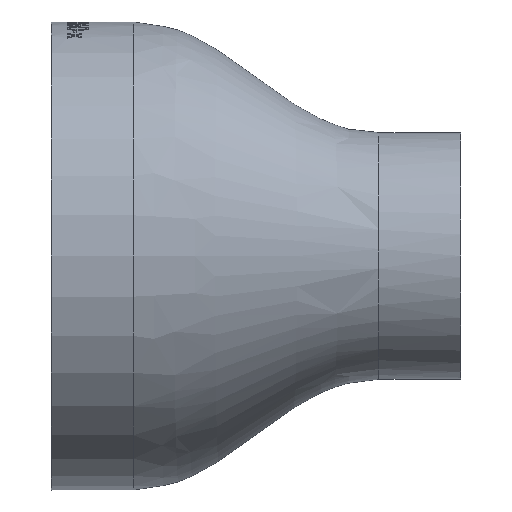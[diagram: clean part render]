
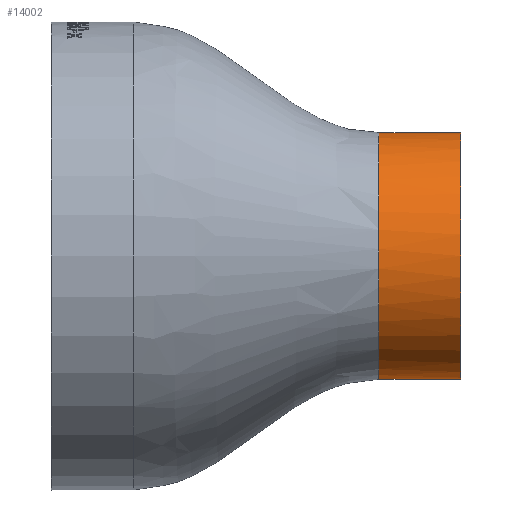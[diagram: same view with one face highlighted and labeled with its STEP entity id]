
A CAD part, front view. The second image highlights one B-rep face of the part: STEP entity #14002.
In plain terms, the highlighted cylindrical face has radius 30.15 mm (diameter 60.3 mm), a full revolution.
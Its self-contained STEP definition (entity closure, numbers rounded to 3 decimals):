
#82 = CARTESIAN_POINT ( 'NONE',  ( 80., -57.044, 3.101 ) ) ;
#183 = CARTESIAN_POINT ( 'NONE',  ( 80., -30.101, -30.044 ) ) ;
#205 = CARTESIAN_POINT ( 'NONE',  ( 100., -27., 30.15 ) ) ;
#286 = CARTESIAN_POINT ( 'NONE',  ( 80., -23.899, -30.044 ) ) ;
#376 = CARTESIAN_POINT ( 'NONE',  ( 80., -56.585, -6.088 ) ) ;
#476 = CARTESIAN_POINT ( 'NONE',  ( 80., -20.912, -29.585 ) ) ;
#676 = CARTESIAN_POINT ( 'NONE',  ( 80., 2.585, 6.09 ) ) ;
#771 = CARTESIAN_POINT ( 'NONE',  ( 80., -0.451, 14.391 ) ) ;
#872 = CARTESIAN_POINT ( 'NONE',  ( 80., -53.549, 14.392 ) ) ;
#967 = FACE_OUTER_BOUND ( 'NONE', #1021, .T. ) ;
#1021 = EDGE_LOOP ( 'NONE', ( #9164 ) ) ;
#1577 = CARTESIAN_POINT ( 'NONE',  ( 80., 3.044, -3.096 ) ) ;
#1673 = CARTESIAN_POINT ( 'NONE',  ( 80., 2.585, -6.09 ) ) ;
#1866 = CARTESIAN_POINT ( 'NONE',  ( 80., -35.983, -28.839 ) ) ;
#2352 = CARTESIAN_POINT ( 'NONE',  ( 80., -1.964, 16.879 ) ) ;
#2453 = CARTESIAN_POINT ( 'NONE',  ( 80., -54.822, 11.753 ) ) ;
#3079 = CARTESIAN_POINT ( 'NONE',  ( 80., -15.247, -27.822 ) ) ;
#3171 = CARTESIAN_POINT ( 'NONE',  ( 80., -56.585, 6.088 ) ) ;
#3268 = CARTESIAN_POINT ( 'NONE',  ( 80., -38.753, -27.822 ) ) ;
#3321 = EDGE_CURVE ( 'NONE', #7767, #7767, #16013, .T. ) ;
#3362 = CARTESIAN_POINT ( 'NONE',  ( 80., -10.121, -25.036 ) ) ;
#3378 = CIRCLE ( 'NONE', #14478, 30.15 ) ;
#3649 = CARTESIAN_POINT ( 'NONE',  ( 80., -5.653, 21.348 ) ) ;
#3944 = CARTESIAN_POINT ( 'NONE',  ( 80., -43.879, 25.035 ) ) ;
#4646 = CARTESIAN_POINT ( 'NONE',  ( 80., -0.451, -14.391 ) ) ;
#4746 = CARTESIAN_POINT ( 'NONE',  ( 80., -48.348, -21.348 ) ) ;
#4765 = VERTEX_POINT ( 'NONE', #205 ) ;
#4841 = CARTESIAN_POINT ( 'NONE',  ( 80., -54.822, -11.753 ) ) ;
#5046 = CARTESIAN_POINT ( 'NONE',  ( 80., 1.839, 8.981 ) ) ;
#5140 = CARTESIAN_POINT ( 'NONE',  ( 80., 3.15, 1.04 ) ) ;
#5427 = CARTESIAN_POINT ( 'NONE',  ( 80., -48.348, 21.348 ) ) ;
#6435 = CARTESIAN_POINT ( 'NONE',  ( 80., -57.044, -3.101 ) ) ;
#6633 = CARTESIAN_POINT ( 'NONE',  ( 80., -46.204, 23.297 ) ) ;
#6831 = CARTESIAN_POINT ( 'NONE',  ( 80., 0.822, 11.754 ) ) ;
#6998 = EDGE_LOOP ( 'NONE', ( #17019 ) ) ;
#7059 = DIRECTION ( 'NONE',  ( 0., 0., 1. ) ) ;
#7648 = CARTESIAN_POINT ( 'NONE',  ( 80., 1.839, -8.981 ) ) ;
#7747 = CARTESIAN_POINT ( 'NONE',  ( 80., -46.204, -23.297 ) ) ;
#7767 = VERTEX_POINT ( 'NONE', #13800 ) ;
#7850 = CARTESIAN_POINT ( 'NONE',  ( 80., 0.822, -11.754 ) ) ;
#8027 = CARTESIAN_POINT ( 'NONE',  ( 80., -7.796, -23.296 ) ) ;
#8128 = CARTESIAN_POINT ( 'NONE',  ( 80., -10.121, 25.036 ) ) ;
#8513 = CARTESIAN_POINT ( 'NONE',  ( 80., -35.983, 28.839 ) ) ;
#9124 = CARTESIAN_POINT ( 'NONE',  ( 80., -43.879, -25.035 ) ) ;
#9164 = ORIENTED_EDGE ( 'NONE', *, *, #12667, .T. ) ;
#9224 = CARTESIAN_POINT ( 'NONE',  ( 80., -33.088, -29.585 ) ) ;
#9290 = DIRECTION ( 'NONE',  ( -1., 0., 0. ) ) ;
#9319 = CARTESIAN_POINT ( 'NONE',  ( 80., -53.549, -14.392 ) ) ;
#10011 = CARTESIAN_POINT ( 'NONE',  ( 80., -52.035, 16.879 ) ) ;
#10063 = AXIS2_PLACEMENT_3D ( 'NONE', #16176, #9290, #16473 ) ;
#10102 = CYLINDRICAL_SURFACE ( 'NONE', #10063, 30.15 ) ;
#10703 = CARTESIAN_POINT ( 'NONE',  ( 80., -3.704, -19.204 ) ) ;
#10773 = DIRECTION ( 'NONE',  ( -1., 0., 0. ) ) ;
#10890 = CARTESIAN_POINT ( 'NONE',  ( 80., 3.15, -1.04 ) ) ;
#11083 = CARTESIAN_POINT ( 'NONE',  ( 80., -15.247, 27.822 ) ) ;
#11283 = CARTESIAN_POINT ( 'NONE',  ( 80., -27., 30.203 ) ) ;
#12100 = CARTESIAN_POINT ( 'NONE',  ( 80., -52.035, -16.879 ) ) ;
#12294 = CARTESIAN_POINT ( 'NONE',  ( 80., -12.608, -26.549 ) ) ;
#12589 = CARTESIAN_POINT ( 'NONE',  ( 80., -38.753, 27.822 ) ) ;
#12667 = EDGE_CURVE ( 'NONE', #4765, #4765, #3378, .T. ) ;
#12984 = CARTESIAN_POINT ( 'NONE',  ( 80., -30.101, 30.044 ) ) ;
#13073 = FACE_OUTER_BOUND ( 'NONE', #6998, .T. ) ;
#13685 = CARTESIAN_POINT ( 'NONE',  ( 80., -57.203, 0. ) ) ;
#13779 = CARTESIAN_POINT ( 'NONE',  ( 80., -27., -30.203 ) ) ;
#13800 = CARTESIAN_POINT ( 'NONE',  ( 80., 3.15, 0. ) ) ;
#13878 = CARTESIAN_POINT ( 'NONE',  ( 80., -5.653, -21.348 ) ) ;
#14002 = ADVANCED_FACE ( 'NONE', ( #967, #13073 ), #10102, .T. ) ;
#14171 = CARTESIAN_POINT ( 'NONE',  ( 80., 3.044, 3.096 ) ) ;
#14368 = CARTESIAN_POINT ( 'NONE',  ( 80., -3.704, 19.204 ) ) ;
#14478 = AXIS2_PLACEMENT_3D ( 'NONE', #16577, #10773, #7059 ) ;
#14573 = CARTESIAN_POINT ( 'NONE',  ( 80., -50.297, 19.204 ) ) ;
#15288 = CARTESIAN_POINT ( 'NONE',  ( 80., 3.15, 0. ) ) ;
#15489 = CARTESIAN_POINT ( 'NONE',  ( 80., -55.839, -8.983 ) ) ;
#15788 = CARTESIAN_POINT ( 'NONE',  ( 80., -23.899, 30.044 ) ) ;
#15886 = CARTESIAN_POINT ( 'NONE',  ( 80., -7.796, 23.296 ) ) ;
#16013 = B_SPLINE_CURVE_WITH_KNOTS ( 'NONE', 3,
 ( #15288, #10890, #1577, #1673, #7648, #7850, #4646, #16702, #10703, #13878, #8027, #3362, #12294, #3079, #18490, #476, #286, #13779, #183, #9224, #1866, #3268, #18389, #9124, #7747, #4746, #16798, #12100, #9319, #4841, #15489, #376, #6435, #13685, #82, #3171, #17479, #2453, #872, #10011, #14573, #5427, #6633, #3944, #16084, #12589, #8513, #19095, #12984, #11283, #15788, #18888, #18995, #11083, #18688, #8128, #15886, #3649, #14368, #2352, #771, #6831, #5046, #676, #14171, #5140, #17578 ),
 .UNSPECIFIED., .T., .F.,
 ( 4, 1, 1, 1, 1, 1, 1, 1, 1, 1, 1, 1, 1, 1, 1, 1, 1, 1, 1, 1, 1, 1, 1, 1, 1, 1, 1, 1, 1, 1, 1, 1, 1, 1, 1, 1, 1, 1, 1, 1, 1, 1, 1, 1, 1, 1, 1, 1, 1, 1, 1, 1, 1, 1, 1, 1, 1, 1, 1, 1, 1, 1, 1, 1, 4 ),
 ( 0., 0.016, 0.031, 0.047, 0.063, 0.078, 0.094, 0.109, 0.125, 0.141, 0.156, 0.172, 0.188, 0.203, 0.219, 0.234, 0.25, 0.266, 0.281, 0.297, 0.313, 0.328, 0.344, 0.359, 0.375, 0.391, 0.406, 0.422, 0.438, 0.453, 0.469, 0.484, 0.5, 0.516, 0.531, 0.547, 0.563, 0.578, 0.594, 0.609, 0.625, 0.641, 0.656, 0.672, 0.688, 0.703, 0.719, 0.734, 0.75, 0.766, 0.781, 0.797, 0.813, 0.828, 0.844, 0.859, 0.875, 0.891, 0.906, 0.922, 0.938, 0.953, 0.969, 0.984, 1. ),
 .UNSPECIFIED. ) ;
#16084 = CARTESIAN_POINT ( 'NONE',  ( 80., -41.392, 26.549 ) ) ;
#16176 = CARTESIAN_POINT ( 'NONE',  ( 74.827, -27., 0. ) ) ;
#16473 = DIRECTION ( 'NONE',  ( 0., 0., 1. ) ) ;
#16577 = CARTESIAN_POINT ( 'NONE',  ( 100., -27., 0. ) ) ;
#16702 = CARTESIAN_POINT ( 'NONE',  ( 80., -1.964, -16.879 ) ) ;
#16798 = CARTESIAN_POINT ( 'NONE',  ( 80., -50.297, -19.204 ) ) ;
#17019 = ORIENTED_EDGE ( 'NONE', *, *, #3321, .F. ) ;
#17479 = CARTESIAN_POINT ( 'NONE',  ( 80., -55.839, 8.983 ) ) ;
#17578 = CARTESIAN_POINT ( 'NONE',  ( 80., 3.15, 0. ) ) ;
#18389 = CARTESIAN_POINT ( 'NONE',  ( 80., -41.392, -26.549 ) ) ;
#18490 = CARTESIAN_POINT ( 'NONE',  ( 80., -18.017, -28.839 ) ) ;
#18688 = CARTESIAN_POINT ( 'NONE',  ( 80., -12.608, 26.549 ) ) ;
#18888 = CARTESIAN_POINT ( 'NONE',  ( 80., -20.912, 29.585 ) ) ;
#18995 = CARTESIAN_POINT ( 'NONE',  ( 80., -18.017, 28.839 ) ) ;
#19095 = CARTESIAN_POINT ( 'NONE',  ( 80., -33.088, 29.585 ) ) ;
